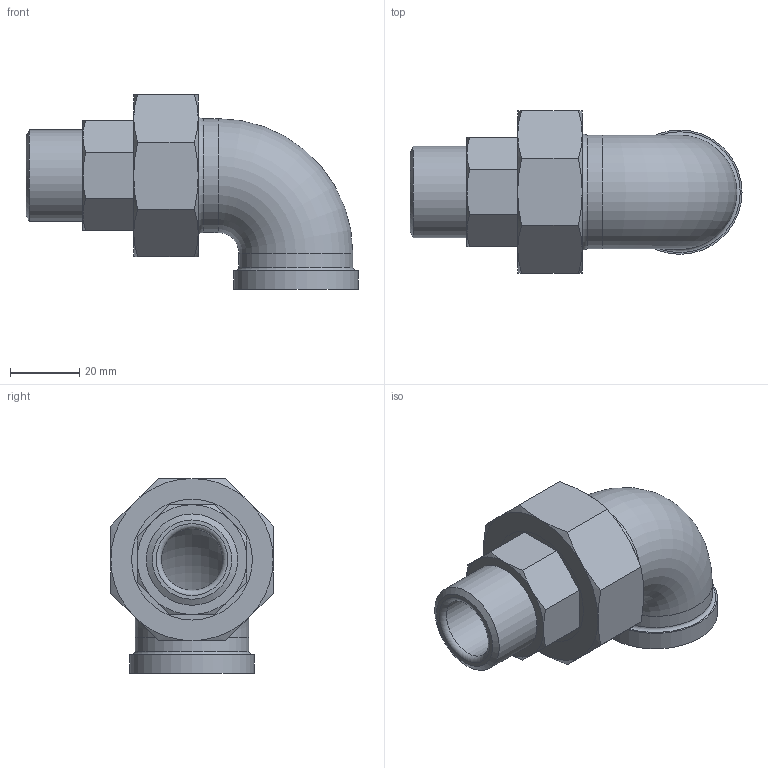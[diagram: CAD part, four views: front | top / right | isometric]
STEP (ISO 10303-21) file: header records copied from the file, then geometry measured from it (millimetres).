
FILE_DESCRIPTION(/* description */ (''),/* implementation_level */ '2;1');
FILE_NAME(/* name */ '3D_R511-U-DN20_171921430.stp',/* time_stamp */ '2021-07-20T11:15:00+02:00',/* author */ ('cad'),/* organization */ (''),/* preprocessor_version */ 'ST-DEVELOPER v18.1',/* originating_system */ 'Autodesk Inventor 2022',/* authorisation */ '');
FILE_SCHEMA (('AUTOMOTIVE_DESIGN { 1 0 10303 214 3 1 1 }'));
Length unit declared in the file: millimetre
Products named in the file (4): 3D_R511-U-DN20_171921430; Mutter-DN20; Einschraubteil-DN20; Einlegeteil-R511-U-DN20
Assembly tree (3 placements, depth 2):
  3D_R511-U-DN20_171921430
    Mutter-DN20
    Einschraubteil-DN20
    Einlegeteil-R511-U-DN20
Bounding box: 96.2 x 47 x 56.5 mm (x, y, z)
Volume: 50557.6 mm3; surface area: 28407 mm2
Topology: 3 solids, 3 shells, 82 faces, 179 edges, 110 vertices
Faces by surface type: cone 32, plane 29, cylinder 13, torus 6, bspline 2
Full cylindrical faces by diameter (mm): 17.8 x1, 23.5 x1, 24.117 x1, 26.441 x1, 28.4 x1, 33 x2, 35 x2, 36 x1, 38.5 x1, 39.835 x1, 42 x1
Entity records: 2661 total; most frequent: CARTESIAN_POINT 807, DIRECTION 379, ORIENTED_EDGE 358, EDGE_CURVE 179, AXIS2_PLACEMENT_3D 167, VERTEX_POINT 110, EDGE_LOOP 95, FACE_OUTER_BOUND 82
